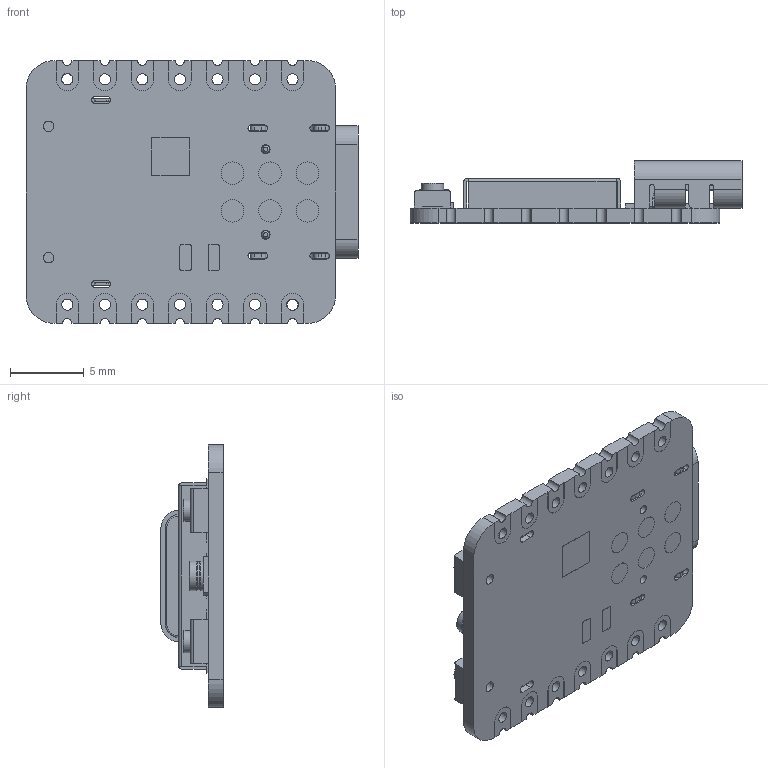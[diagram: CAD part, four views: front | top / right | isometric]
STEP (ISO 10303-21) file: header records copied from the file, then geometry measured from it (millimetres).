
FILE_DESCRIPTION(/* description */ ('','CAx-IF Rec.Pracs.---Representation and Presentation of Product Manufacturing Information (PMI)---4.0---2014-10-13'),/* implementation_level */ '2;1');
FILE_NAME(/* name */ 'Seeed-Studio-XIAO-ESP32-C3.step',/* time_stamp */ '2025-02-17T09:04:18+05:30',/* author */ (''),/* organization */ (''),/* preprocessor_version */ 'ST-DEVELOPER v20',/* originating_system */ 'Autodesk Translation Framework v13.20.0.188',/* authorisation */ '');
FILE_SCHEMA (('AP242_MANAGED_MODEL_BASED_3D_ENGINEERING_MIM_LF { 1 0 10303 442 1 1 4 }'));
Length unit declared in the file: millimetre
Products named in the file (30): Seeed Studio XIAO-ESP32-C3; USB TYPE C PORT; USB TYPE C PORT (1); BOSS-EXTRUDE14_8_; BOSS-EXTRUDE7_4_; BOSS-EXTRUDE7_3_; BOSS-EXTRUDE14_4_; BOSS-EXTRUDE14_2_; BOSS-EXTRUDE14_11_; BOSS-EXTRUDE7_7_; BOSS-EXTRUDE14_9_; BOSS-EXTRUDE14_3_; BOSS-EXTRUDE14_7_; MIRROR2; BOSS-EXTRUDE14_5_; BOSS-EXTRUDE14_12_; BOSS-EXTRUDE7_8_; BOSS-EXTRUDE7_1_; BOSS-EXTRUDE14_10_; BOSS-EXTRUDE7_9_; BOSS-EXTRUDE14_6_; CHAMFER9; BOSS-EXTRUDE14_1_; BOSS-EXTRUDE7_6_; BOSS-EXTRUDE7_2_; CUT-EXTRUDE5; BOSS-EXTRUDE7_5_; U.FL Connector v1; Shield; Button (1)
Assembly tree (30 placements, depth 4):
  Seeed Studio XIAO-ESP32-C3
    USB TYPE C PORT
      USB TYPE C PORT (1)
        BOSS-EXTRUDE14_8_
        BOSS-EXTRUDE7_4_
        BOSS-EXTRUDE7_3_
        BOSS-EXTRUDE14_4_
        BOSS-EXTRUDE14_2_
        BOSS-EXTRUDE14_11_
        BOSS-EXTRUDE7_7_
        BOSS-EXTRUDE14_9_
        BOSS-EXTRUDE14_3_
        BOSS-EXTRUDE14_7_
        MIRROR2
        BOSS-EXTRUDE14_5_
        BOSS-EXTRUDE14_12_
        BOSS-EXTRUDE7_8_
        BOSS-EXTRUDE7_1_
        BOSS-EXTRUDE14_10_
        BOSS-EXTRUDE7_9_
        BOSS-EXTRUDE14_6_
        CHAMFER9
        BOSS-EXTRUDE14_1_
        BOSS-EXTRUDE7_6_
        BOSS-EXTRUDE7_2_
        CUT-EXTRUDE5
        BOSS-EXTRUDE7_5_
    U.FL Connector v1
    Button (1)  x2
    Shield
Bounding box: 22.46 x 4.21 x 17.78 mm (x, y, z)
Volume: 537.8 mm3; surface area: 2206.2 mm2
Topology: 32 solids, 32 shells, 1661 faces, 4507 edges, 2963 vertices
Faces by surface type: plane 1107, bspline 316, cylinder 208, torus 14, cone 9, sphere 7
Full cylindrical faces by diameter (mm): 0.5 x3, 0.6 x2, 0.7 x2, 0.75 x14, 1.5 x2, 1.524 x6, 1.65 x1, 1.9 x1, 2 x2
Entity records: 53382 total; most frequent: CARTESIAN_POINT 12887, ORIENTED_EDGE 8912, DIRECTION 7040, EDGE_CURVE 4456, LINE 3380, VECTOR 3380, VERTEX_POINT 2931, AXIS2_PLACEMENT_3D 1830
